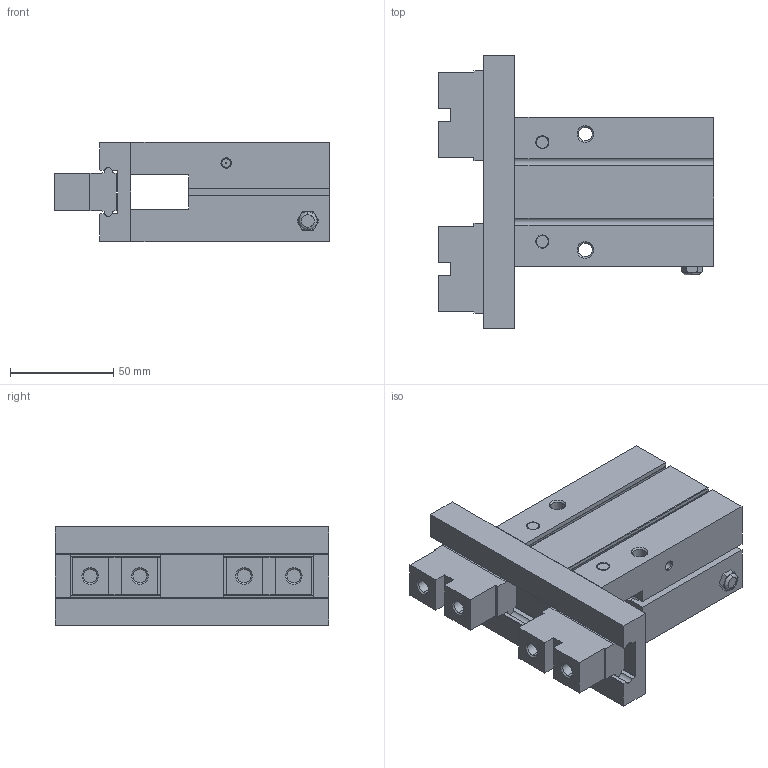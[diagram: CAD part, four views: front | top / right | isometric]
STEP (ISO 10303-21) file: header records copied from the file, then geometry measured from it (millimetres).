
FILE_DESCRIPTION (( 'STEP AP203' ), '1' );
FILE_NAME ('KP40MSA-MB.step', '2017-07-18T20:23:23', ( '' ), ( '' ), 'SwSTEP 2.0', 'SolidWorks 2017', '' );
FILE_SCHEMA (( 'CONFIG_CONTROL_DESIGN' ));
Length unit declared in the file: millimetre
Products named in the file (4): KP40MSA-MB-1; KP40MSA-MB-2; KP40MSA-MB-3; KP40MSA-MB
Assembly tree (3 placements, depth 2):
  KP40MSA-MB
    KP40MSA-MB-1
    KP40MSA-MB-2
    KP40MSA-MB-3
Bounding box: 133 x 132 x 48 mm (x, y, z)
Volume: 384779 mm3; surface area: 72714.6 mm2
Topology: 3 solids, 4 shells, 262 faces, 655 edges, 418 vertices
Faces by surface type: plane 135, cylinder 65, cone 60, torus 2
Entity records: 8337 total; most frequent: CARTESIAN_POINT 1695, ORIENTED_EDGE 1310, DIRECTION 1285, EDGE_CURVE 655, AXIS2_PLACEMENT_3D 476, VERTEX_POINT 418, LINE 333, VECTOR 333
